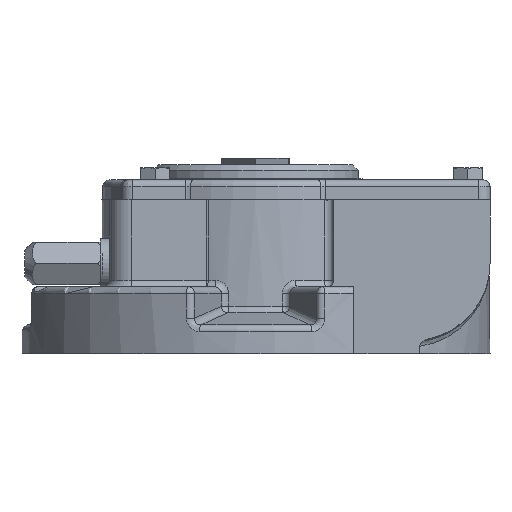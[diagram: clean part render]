
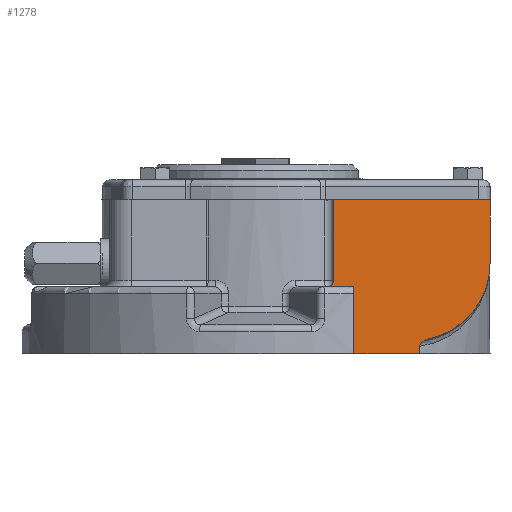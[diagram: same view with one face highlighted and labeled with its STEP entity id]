
A CAD part, left-side view. The second image highlights one B-rep face of the part: STEP entity #1278.
In plain terms, the highlighted planar face has unit normal (-1, 0, 0).
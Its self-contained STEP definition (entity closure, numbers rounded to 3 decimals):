
#1278 = ADVANCED_FACE( '', ( #3559 ), #3560, .T. );
#3559 = FACE_OUTER_BOUND( '', #7466, .T. );
#3560 = PLANE( '', #7467 );
#7466 = EDGE_LOOP( '', ( #16556, #16557, #16558, #16559, #16560, #16561, #16562, #16563, #16564, #16565 ) );
#7467 = AXIS2_PLACEMENT_3D( '', #16566, #16567, #16568 );
#16556 = ORIENTED_EDGE( '', *, *, #26224, .F. );
#16557 = ORIENTED_EDGE( '', *, *, #26225, .F. );
#16558 = ORIENTED_EDGE( '', *, *, #26226, .F. );
#16559 = ORIENTED_EDGE( '', *, *, #26227, .F. );
#16560 = ORIENTED_EDGE( '', *, *, #26228, .F. );
#16561 = ORIENTED_EDGE( '', *, *, #26229, .F. );
#16562 = ORIENTED_EDGE( '', *, *, #26230, .F. );
#16563 = ORIENTED_EDGE( '', *, *, #26231, .F. );
#16564 = ORIENTED_EDGE( '', *, *, #26232, .F. );
#16565 = ORIENTED_EDGE( '', *, *, #25881, .F. );
#16566 = CARTESIAN_POINT( '', ( -75., -71., 43.5 ) );
#16567 = DIRECTION( '', ( -1., 0., 0. ) );
#16568 = DIRECTION( '', ( 0., 1., 0. ) );
#25881 = EDGE_CURVE( '', #29697, #29698, #29699, .F. );
#26224 = EDGE_CURVE( '', #30304, #29697, #30305, .T. );
#26225 = EDGE_CURVE( '', #30306, #30304, #30307, .T. );
#26226 = EDGE_CURVE( '', #30308, #30306, #30309, .T. );
#26227 = EDGE_CURVE( '', #30310, #30308, #30311, .T. );
#26228 = EDGE_CURVE( '', #30312, #30310, #30313, .T. );
#26229 = EDGE_CURVE( '', #30314, #30312, #30315, .T. );
#26230 = EDGE_CURVE( '', #30316, #30314, #30317, .T. );
#26231 = EDGE_CURVE( '', #30318, #30316, #30319, .T. );
#26232 = EDGE_CURVE( '', #29698, #30318, #30320, .F. );
#29697 = VERTEX_POINT( '', #35679 );
#29698 = VERTEX_POINT( '', #35680 );
#29699 = CIRCLE( '', #35681, 3. );
#30304 = VERTEX_POINT( '', #36999 );
#30305 = LINE( '', #37000, #37001 );
#30306 = VERTEX_POINT( '', #37002 );
#30307 = LINE( '', #37003, #37004 );
#30308 = VERTEX_POINT( '', #37005 );
#30309 = LINE( '', #37006, #37007 );
#30310 = VERTEX_POINT( '', #37008 );
#30311 = LINE( '', #37009, #37010 );
#30312 = VERTEX_POINT( '', #37011 );
#30313 = B_SPLINE_CURVE_WITH_KNOTS( '', 3, ( #37012, #37013, #37014, #37015, #37016, #37017, #37018, #37019, #37020, #37021, #37022, #37023, #37024, #37025, #37026, #37027, #37028, #37029, #37030, #37031, #37032, #37033, #37034, #37035, #37036, #37037, #37038, #37039, #37040, #37041, #37042, #37043, #37044, #37045, #37046, #37047, #37048, #37049, #37050, #37051, #37052, #37053, #37054, #37055, #37056, #37057, #37058 ), .UNSPECIFIED., .F., .F., ( 4, 1, 1, 1, 2, 2, 2, 2, 1, 2, 2, 2, 2, 1, 2, 1, 2, 2, 1, 2, 2, 1, 1, 1, 2, 1, 2, 2, 4 ), ( 0., 0., 0.001, 0.001, 0.001, 0.002, 0.002, 0.002, 0.002, 0.002, 0.003, 0.003, 0.003, 0.003, 0.003, 0.003, 0.004, 0.004, 0.004, 0.004, 0.004, 0.004, 0.005, 0.005, 0.005, 0.005, 0.005, 0.005, 0.005 ), .UNSPECIFIED. );
#30314 = VERTEX_POINT( '', #37059 );
#30315 = CIRCLE( '', #37060, 34.5 );
#30316 = VERTEX_POINT( '', #37061 );
#30317 = LINE( '', #37062, #37063 );
#30318 = VERTEX_POINT( '', #37064 );
#30319 = LINE( '', #37065, #37066 );
#30320 = LINE( '', #37067, #37068 );
#35679 = CARTESIAN_POINT( '', ( -75., -32., 33. ) );
#35680 = CARTESIAN_POINT( '', ( -75., -35., 36. ) );
#35681 = AXIS2_PLACEMENT_3D( '', #48701, #48702, #48703 );
#36999 = CARTESIAN_POINT( '', ( -75., -44., 33. ) );
#37000 = CARTESIAN_POINT( '', ( -75., -30.087, 33. ) );
#37001 = VECTOR( '', #49190, 1000. );
#37002 = CARTESIAN_POINT( '', ( -75., -44., 3. ) );
#37003 = CARTESIAN_POINT( '', ( -75., -44., 3. ) );
#37004 = VECTOR( '', #49191, 1000. );
#37005 = CARTESIAN_POINT( '', ( -75., -73.485, 3. ) );
#37006 = CARTESIAN_POINT( '', ( -75., -105., 3. ) );
#37007 = VECTOR( '', #49192, 1000. );
#37008 = CARTESIAN_POINT( '', ( -75., -73.485, 6.346 ) );
#37009 = CARTESIAN_POINT( '', ( -75., -73.485, 45. ) );
#37010 = VECTOR( '', #49193, 1000. );
#37011 = CARTESIAN_POINT( '', ( -75., -77.134, 9.644 ) );
#37012 = CARTESIAN_POINT( '', ( -75., -77.134, 9.644 ) );
#37013 = CARTESIAN_POINT( '', ( -75., -77.025, 9.623 ) );
#37014 = CARTESIAN_POINT( '', ( -75., -76.81, 9.574 ) );
#37015 = CARTESIAN_POINT( '', ( -75., -76.493, 9.485 ) );
#37016 = CARTESIAN_POINT( '', ( -75., -76.182, 9.379 ) );
#37017 = CARTESIAN_POINT( '', ( -75., -75.98, 9.298 ) );
#37018 = CARTESIAN_POINT( '', ( -75., -75.779, 9.21 ) );
#37019 = CARTESIAN_POINT( '', ( -75., -75.68, 9.163 ) );
#37020 = CARTESIAN_POINT( '', ( -75., -75.484, 9.064 ) );
#37021 = CARTESIAN_POINT( '', ( -75., -75.387, 9.011 ) );
#37022 = CARTESIAN_POINT( '', ( -75., -75.267, 8.941 ) );
#37023 = CARTESIAN_POINT( '', ( -75., -75.243, 8.927 ) );
#37024 = CARTESIAN_POINT( '', ( -75., -75.196, 8.898 ) );
#37025 = CARTESIAN_POINT( '', ( -75., -75.125, 8.854 ) );
#37026 = CARTESIAN_POINT( '', ( -75., -75.056, 8.808 ) );
#37027 = CARTESIAN_POINT( '', ( -75., -74.919, 8.715 ) );
#37028 = CARTESIAN_POINT( '', ( -75., -74.83, 8.65 ) );
#37029 = CARTESIAN_POINT( '', ( -75., -74.657, 8.514 ) );
#37030 = CARTESIAN_POINT( '', ( -75., -74.574, 8.443 ) );
#37031 = CARTESIAN_POINT( '', ( -75., -74.411, 8.294 ) );
#37032 = CARTESIAN_POINT( '', ( -75., -74.333, 8.216 ) );
#37033 = CARTESIAN_POINT( '', ( -75., -74.249, 8.124 ) );
#37034 = CARTESIAN_POINT( '', ( -75., -74.23, 8.104 ) );
#37035 = CARTESIAN_POINT( '', ( -75., -74.211, 8.083 ) );
#37036 = CARTESIAN_POINT( '', ( -75., -74.184, 8.051 ) );
#37037 = CARTESIAN_POINT( '', ( -75., -74.13, 7.988 ) );
#37038 = CARTESIAN_POINT( '', ( -75., -74.078, 7.923 ) );
#37039 = CARTESIAN_POINT( '', ( -75., -73.978, 7.791 ) );
#37040 = CARTESIAN_POINT( '', ( -75., -73.916, 7.7 ) );
#37041 = CARTESIAN_POINT( '', ( -75., -73.83, 7.559 ) );
#37042 = CARTESIAN_POINT( '', ( -75., -73.775, 7.463 ) );
#37043 = CARTESIAN_POINT( '', ( -75., -73.726, 7.364 ) );
#37044 = CARTESIAN_POINT( '', ( -75., -73.692, 7.288 ) );
#37045 = CARTESIAN_POINT( '', ( -75., -73.68, 7.262 ) );
#37046 = CARTESIAN_POINT( '', ( -75., -73.659, 7.211 ) );
#37047 = CARTESIAN_POINT( '', ( -75., -73.628, 7.133 ) );
#37048 = CARTESIAN_POINT( '', ( -75., -73.583, 7.002 ) );
#37049 = CARTESIAN_POINT( '', ( -75., -73.54, 6.843 ) );
#37050 = CARTESIAN_POINT( '', ( -75., -73.519, 6.734 ) );
#37051 = CARTESIAN_POINT( '', ( -75., -73.506, 6.652 ) );
#37052 = CARTESIAN_POINT( '', ( -75., -73.501, 6.611 ) );
#37053 = CARTESIAN_POINT( '', ( -75., -73.496, 6.569 ) );
#37054 = CARTESIAN_POINT( '', ( -75., -73.494, 6.542 ) );
#37055 = CARTESIAN_POINT( '', ( -75., -73.492, 6.528 ) );
#37056 = CARTESIAN_POINT( '', ( -75., -73.487, 6.458 ) );
#37057 = CARTESIAN_POINT( '', ( -75., -73.485, 6.402 ) );
#37058 = CARTESIAN_POINT( '', ( -75., -73.485, 6.346 ) );
#37059 = CARTESIAN_POINT( '', ( -75., -105., 43.5 ) );
#37060 = AXIS2_PLACEMENT_3D( '', #49194, #49195, #49196 );
#37061 = CARTESIAN_POINT( '', ( -75., -105., 72. ) );
#37062 = CARTESIAN_POINT( '', ( -75., -105., 75. ) );
#37063 = VECTOR( '', #49197, 1000. );
#37064 = CARTESIAN_POINT( '', ( -75., -35., 72. ) );
#37065 = CARTESIAN_POINT( '', ( -75., -105., 72. ) );
#37066 = VECTOR( '', #49198, 1000. );
#37067 = CARTESIAN_POINT( '', ( -75., -35., 75. ) );
#37068 = VECTOR( '', #49199, 1000. );
#48701 = CARTESIAN_POINT( '', ( -75., -32., 36. ) );
#48702 = DIRECTION( '', ( 1., 0., 0. ) );
#48703 = DIRECTION( '', ( 0., 0., -1. ) );
#49190 = DIRECTION( '', ( 0., 1., 0. ) );
#49191 = DIRECTION( '', ( 0., 0., 1. ) );
#49192 = DIRECTION( '', ( 0., 1., 0. ) );
#49193 = DIRECTION( '', ( 0., 0., -1. ) );
#49194 = CARTESIAN_POINT( '', ( -75., -70.5, 43.5 ) );
#49195 = DIRECTION( '', ( 1., 0., 0. ) );
#49196 = DIRECTION( '', ( 0., 1., 0. ) );
#49197 = DIRECTION( '', ( 0., 0., -1. ) );
#49198 = DIRECTION( '', ( 0., -1., 0. ) );
#49199 = DIRECTION( '', ( 0., 0., -1. ) );
